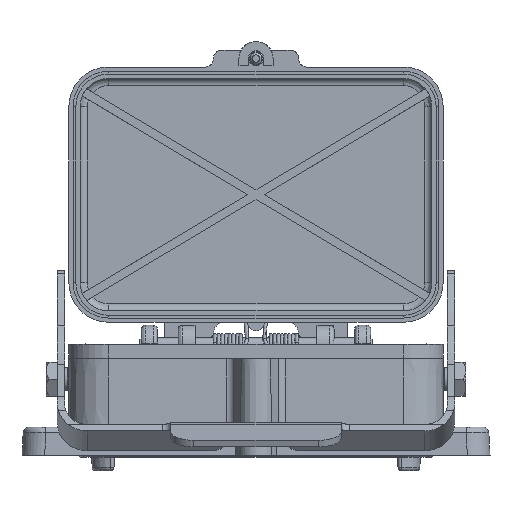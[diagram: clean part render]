
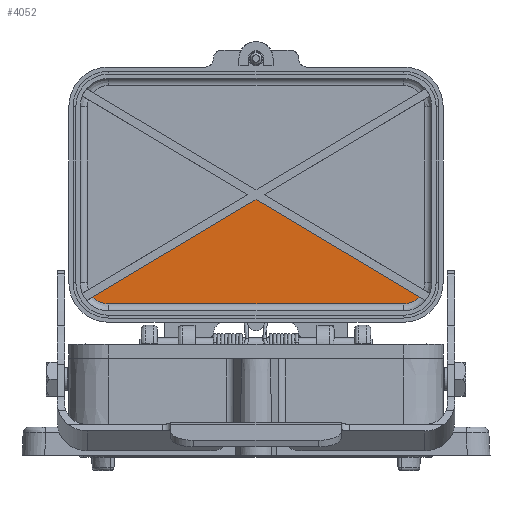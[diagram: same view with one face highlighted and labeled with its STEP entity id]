
A CAD part, front view. The second image highlights one B-rep face of the part: STEP entity #4052.
In plain terms, the highlighted planar face has unit normal (0, -1, 0).
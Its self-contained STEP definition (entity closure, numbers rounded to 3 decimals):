
#3137=FACE_OUTER_BOUND('',#5811,.T.);
#4052=ADVANCED_FACE('',(#3137),#4494,.F.);
#4494=PLANE('',#22029);
#5811=EDGE_LOOP('',(#10924,#10925,#10926,#10927,#10928));
#6490=CIRCLE('',#22024,7.5);
#6492=CIRCLE('',#22027,7.5);
#10924=ORIENTED_EDGE('',*,*,#14679,.F.);
#10925=ORIENTED_EDGE('',*,*,#14682,.F.);
#10926=ORIENTED_EDGE('',*,*,#14683,.F.);
#10927=ORIENTED_EDGE('',*,*,#14685,.F.);
#10928=ORIENTED_EDGE('',*,*,#14687,.F.);
#12431=VERTEX_POINT('',#37125);
#12432=VERTEX_POINT('',#37127);
#12433=VERTEX_POINT('',#37131);
#12434=VERTEX_POINT('',#37159);
#12435=VERTEX_POINT('',#37163);
#14679=EDGE_CURVE('',#12431,#12432,#17840,.T.);
#14682=EDGE_CURVE('',#12433,#12431,#6490,.T.);
#14683=EDGE_CURVE('',#12434,#12433,#17842,.T.);
#14685=EDGE_CURVE('',#12435,#12434,#6492,.T.);
#14687=EDGE_CURVE('',#12432,#12435,#17843,.T.);
#17840=LINE('',#37126,#19187);
#17842=LINE('',#37158,#19189);
#17843=LINE('',#37195,#19190);
#19187=VECTOR('',#26417,1.);
#19189=VECTOR('',#26425,1.);
#19190=VECTOR('',#26432,1.);
#22024=AXIS2_PLACEMENT_3D('',#37132,#26423,#26424);
#22027=AXIS2_PLACEMENT_3D('',#37162,#26430,#26431);
#22029=AXIS2_PLACEMENT_3D('',#37197,#26435,#26436);
#26417=DIRECTION('',(0.859,0.,0.512));
#26423=DIRECTION('',(0.,1.,0.));
#26424=DIRECTION('',(0.,0.,-1.));
#26425=DIRECTION('',(-1.,0.,0.));
#26430=DIRECTION('',(0.,1.,0.));
#26431=DIRECTION('',(0.739,0.,-0.674));
#26432=DIRECTION('',(0.859,0.,-0.512));
#26435=DIRECTION('',(0.,1.,0.));
#26436=DIRECTION('',(1.,0.,0.));
#37125=CARTESIAN_POINT('',(-57.544,68.8,55.899));
#37126=CARTESIAN_POINT('',(-57.544,68.8,55.899));
#37127=CARTESIAN_POINT('',(0.,68.8,90.204));
#37131=CARTESIAN_POINT('',(-52.,68.8,53.45));
#37132=CARTESIAN_POINT('',(-52.,68.8,60.95));
#37158=CARTESIAN_POINT('',(52.,68.8,53.45));
#37159=CARTESIAN_POINT('',(52.,68.8,53.45));
#37162=CARTESIAN_POINT('',(52.,68.8,60.95));
#37163=CARTESIAN_POINT('',(57.544,68.8,55.899));
#37195=CARTESIAN_POINT('',(0.,68.8,90.204));
#37197=CARTESIAN_POINT('',(-65.1,68.8,135.));
